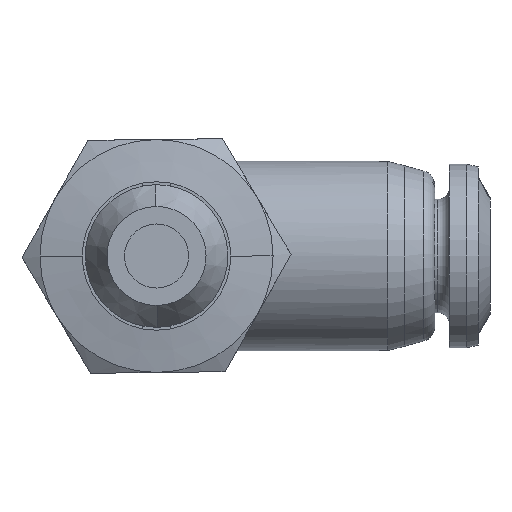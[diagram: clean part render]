
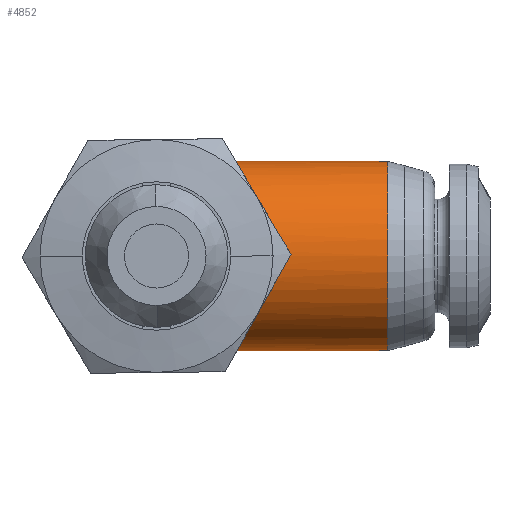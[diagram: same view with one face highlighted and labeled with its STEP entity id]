
A CAD part, front view. The second image highlights one B-rep face of the part: STEP entity #4852.
In plain terms, the highlighted cylindrical face has radius 3.25 mm (diameter 6.5 mm), a partial arc.
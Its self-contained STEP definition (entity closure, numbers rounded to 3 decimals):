
#187 = DIRECTION ( 'NONE',  ( -1., 0., 0. ) ) ;
#198 = CARTESIAN_POINT ( 'NONE',  ( 0., 0., -3.25 ) ) ;
#215 = CARTESIAN_POINT ( 'NONE',  ( 0., 0., 3.25 ) ) ;
#219 = DIRECTION ( 'NONE',  ( -1., 0., 0. ) ) ;
#715 = CIRCLE ( 'NONE', #1570, 3.25 ) ;
#854 = EDGE_CURVE ( 'NONE', #3615, #3603, #715, .T. ) ;
#882 = EDGE_CURVE ( 'NONE', #3631, #4022, #2853, .T. ) ;
#883 = EDGE_CURVE ( 'NONE', #3618, #4022, #2836, .T. ) ;
#914 = EDGE_CURVE ( 'NONE', #3615, #3618, #1221, .T. ) ;
#919 = EDGE_CURVE ( 'NONE', #3603, #4033, #1224, .T. ) ;
#930 = EDGE_CURVE ( 'NONE', #4020, #3631, #2356, .T. ) ;
#993 = CARTESIAN_POINT ( 'NONE',  ( 2.486, -2.486, 2.5 ) ) ;
#998 = CARTESIAN_POINT ( 'NONE',  ( 1.22, -1.22, 3.013 ) ) ;
#1001 = CARTESIAN_POINT ( 'NONE',  ( 3.25, -3.25, 1.367 ) ) ;
#1002 = CARTESIAN_POINT ( 'NONE',  ( 3.25, -3.25, 0. ) ) ;
#1221 = LINE ( 'NONE', #198, #1225 ) ;
#1224 = LINE ( 'NONE', #215, #1226 ) ;
#1225 = VECTOR ( 'NONE', #187, 1000. ) ;
#1226 = VECTOR ( 'NONE', #219, 1000. ) ;
#1570 = AXIS2_PLACEMENT_3D ( 'NONE', #8342, #8343, #8344 ) ;
#2178 = EDGE_CURVE ( 'NONE', #4020, #4033, #2391, .T. ) ;
#2356 =( BOUNDED_CURVE ( )  B_SPLINE_CURVE ( 3, ( #998, #993, #1001, #1002 ),
 .UNSPECIFIED., .F., .F. ) 
 B_SPLINE_CURVE_WITH_KNOTS ( ( 4, 4 ),
 ( 1.955, 3.142 ),
 .UNSPECIFIED. ) 
 CURVE ( )  GEOMETRIC_REPRESENTATION_ITEM ( )  RATIONAL_B_SPLINE_CURVE ( ( 1., 0.886, 0.886, 1. ) ) 
 REPRESENTATION_ITEM ( '' )  );
#2391 = B_SPLINE_CURVE_WITH_KNOTS ( 'NONE', 3,
 ( #8287, #8286, #8293, #8294 ),
 .UNSPECIFIED., .F., .F.,
 ( 4, 4 ),
 ( 0., 1. ),
 .UNSPECIFIED. ) ;
#2417 = CARTESIAN_POINT ( 'NONE',  ( 3.25, -3.25, -1.367 ) ) ;
#2424 = CARTESIAN_POINT ( 'NONE',  ( 1.683, -0.417, -3.25 ) ) ;
#2428 = CARTESIAN_POINT ( 'NONE',  ( 2.486, -2.486, -2.5 ) ) ;
#2429 = CARTESIAN_POINT ( 'NONE',  ( 1.924, 0., -3.25 ) ) ;
#2433 = CARTESIAN_POINT ( 'NONE',  ( 3.25, -3.25, 0. ) ) ;
#2434 = CARTESIAN_POINT ( 'NONE',  ( 1.22, -1.22, -3.013 ) ) ;
#2438 = CARTESIAN_POINT ( 'NONE',  ( 1.443, -0.833, -3.169 ) ) ;
#2439 = CARTESIAN_POINT ( 'NONE',  ( 1.22, -1.22, -3.013 ) ) ;
#2771 = CARTESIAN_POINT ( 'NONE',  ( 7.94, 0., 3.25 ) ) ;
#2783 = CARTESIAN_POINT ( 'NONE',  ( 7.94, 0., -3.25 ) ) ;
#2786 = CARTESIAN_POINT ( 'NONE',  ( 1.924, 0., -3.25 ) ) ;
#2799 = CARTESIAN_POINT ( 'NONE',  ( 3.25, -3.25, 0. ) ) ;
#2836 = B_SPLINE_CURVE_WITH_KNOTS ( 'NONE', 3,
 ( #2429, #2424, #2438, #2439 ),
 .UNSPECIFIED., .F., .F.,
 ( 4, 4 ),
 ( 0., 1. ),
 .UNSPECIFIED. ) ;
#2853 =( BOUNDED_CURVE ( )  B_SPLINE_CURVE ( 3, ( #2433, #2417, #2428, #2434 ),
 .UNSPECIFIED., .F., .T. ) 
 B_SPLINE_CURVE_WITH_KNOTS ( ( 4, 4 ),
 ( 3.142, 4.328 ),
 .UNSPECIFIED. ) 
 CURVE ( )  GEOMETRIC_REPRESENTATION_ITEM ( )  RATIONAL_B_SPLINE_CURVE ( ( 1., 0.886, 0.886, 1. ) ) 
 REPRESENTATION_ITEM ( '' )  );
#2947 = CARTESIAN_POINT ( 'NONE',  ( 1.22, -1.22, 3.013 ) ) ;
#2949 = CARTESIAN_POINT ( 'NONE',  ( 1.22, -1.22, -3.013 ) ) ;
#2960 = CARTESIAN_POINT ( 'NONE',  ( 1.924, 0., 3.25 ) ) ;
#3531 = EDGE_LOOP ( 'NONE', ( #9204, #9205, #9206, #9207, #9208, #9209, #9210 ) ) ;
#3603 = VERTEX_POINT ( 'NONE', #2771 ) ;
#3615 = VERTEX_POINT ( 'NONE', #2783 ) ;
#3618 = VERTEX_POINT ( 'NONE', #2786 ) ;
#3631 = VERTEX_POINT ( 'NONE', #2799 ) ;
#4020 = VERTEX_POINT ( 'NONE', #2947 ) ;
#4022 = VERTEX_POINT ( 'NONE', #2949 ) ;
#4033 = VERTEX_POINT ( 'NONE', #2960 ) ;
#4852 = ADVANCED_FACE ( 'NONE', ( #7594 ), #7622, .T. ) ;
#7026 = AXIS2_PLACEMENT_3D ( 'NONE', #8483, #8484, #8492 ) ;
#7594 = FACE_OUTER_BOUND ( 'NONE', #3531, .T. ) ;
#7622 = CYLINDRICAL_SURFACE ( 'NONE', #7026, 3.25 ) ;
#8286 = CARTESIAN_POINT ( 'NONE',  ( 1.443, -0.833, 3.169 ) ) ;
#8287 = CARTESIAN_POINT ( 'NONE',  ( 1.22, -1.22, 3.013 ) ) ;
#8293 = CARTESIAN_POINT ( 'NONE',  ( 1.683, -0.417, 3.25 ) ) ;
#8294 = CARTESIAN_POINT ( 'NONE',  ( 1.924, 0., 3.25 ) ) ;
#8342 = CARTESIAN_POINT ( 'NONE',  ( 7.94, 0., 0. ) ) ;
#8343 = DIRECTION ( 'NONE',  ( -1., 0., 0. ) ) ;
#8344 = DIRECTION ( 'NONE',  ( 0., 0., 1. ) ) ;
#8483 = CARTESIAN_POINT ( 'NONE',  ( 0., 0., 0. ) ) ;
#8484 = DIRECTION ( 'NONE',  ( -1., 0., 0. ) ) ;
#8492 = DIRECTION ( 'NONE',  ( 0., 0., 1. ) ) ;
#9204 = ORIENTED_EDGE ( 'NONE', *, *, #914, .F. ) ;
#9205 = ORIENTED_EDGE ( 'NONE', *, *, #854, .T. ) ;
#9206 = ORIENTED_EDGE ( 'NONE', *, *, #919, .T. ) ;
#9207 = ORIENTED_EDGE ( 'NONE', *, *, #2178, .F. ) ;
#9208 = ORIENTED_EDGE ( 'NONE', *, *, #930, .T. ) ;
#9209 = ORIENTED_EDGE ( 'NONE', *, *, #882, .T. ) ;
#9210 = ORIENTED_EDGE ( 'NONE', *, *, #883, .F. ) ;
